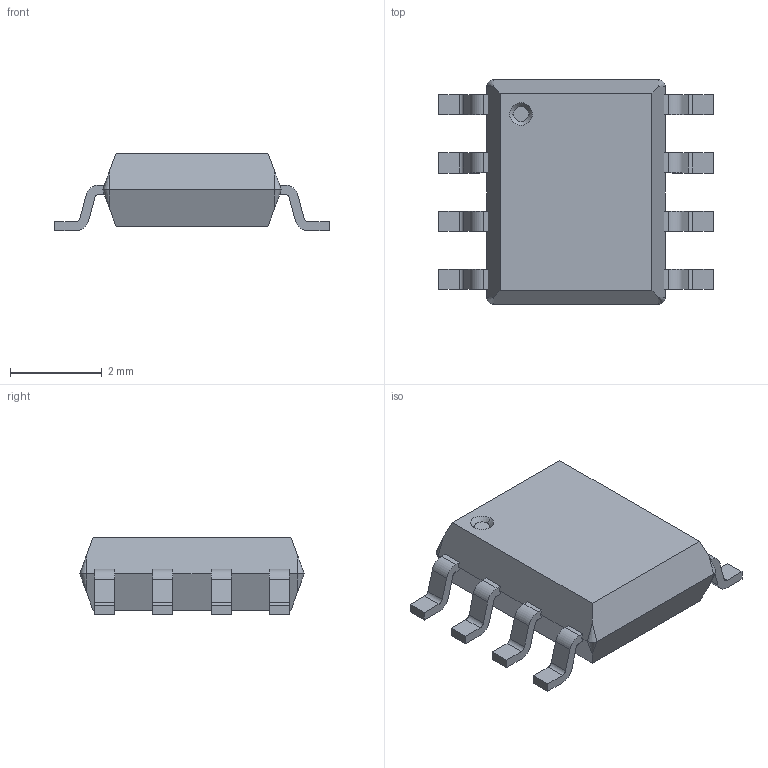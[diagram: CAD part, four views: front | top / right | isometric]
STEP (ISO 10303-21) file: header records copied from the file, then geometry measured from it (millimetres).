
FILE_DESCRIPTION(('FreeCAD Model'),'2;1');
FILE_NAME('SOIC-8_3.9x4.9mm_Pitch1.27mm.step','2016-06-01T15:50:58',('Author'),(''), 'Open CASCADE STEP processor 6.8','FreeCAD','Unknown');
FILE_SCHEMA(('AUTOMOTIVE_DESIGN_CC2 { 1 2 10303 214 -1 1 5 4 }'));
Length unit declared in the file: millimetre
Products named in the file (1): SOIC-8_3.9x4.9mm_Pitch1.27mm
Bounding box: 6 x 4.9 x 1.7 mm (x, y, z)
Volume: 27.8 mm3; surface area: 73 mm2
Topology: 1 solids, 1 shells, 125 faces, 366 edges, 236 vertices
Faces by surface type: plane 83, cylinder 32, bspline 8, cone 2
Entity records: 13233 total; most frequent: CARTESIAN_POINT 5520, DIRECTION 1188, LINE 774, VECTOR 774, ORIENTED_EDGE 716, PCURVE 716, DEFINITIONAL_REPRESENTATION 716, EDGE_CURVE 358
